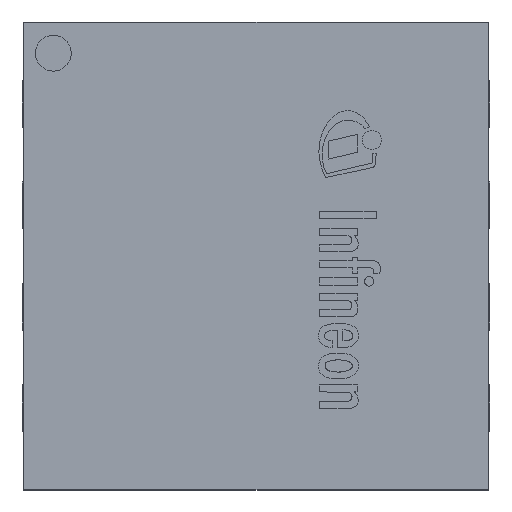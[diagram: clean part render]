
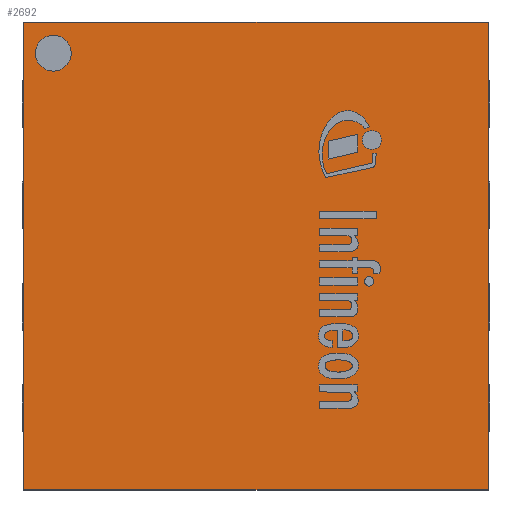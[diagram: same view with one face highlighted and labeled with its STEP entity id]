
A CAD part, top view. The second image highlights one B-rep face of the part: STEP entity #2692.
In plain terms, the highlighted planar face has unit normal (0, 0, 1).
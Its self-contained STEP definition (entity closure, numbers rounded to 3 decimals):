
#114=LINE('',#3770,#433);
#117=LINE('',#3776,#436);
#120=LINE('',#3782,#439);
#123=LINE('',#3786,#442);
#433=VECTOR('',#3081,1.);
#436=VECTOR('',#3086,1.);
#439=VECTOR('',#3091,1.);
#442=VECTOR('',#3096,1.);
#756=PLANE('',#2892);
#896=FACE_BOUND('',#1087,.T.);
#911=FACE_OUTER_BOUND('',#1086,.T.);
#1086=EDGE_LOOP('',(#1941,#1942,#1943,#1944));
#1087=EDGE_LOOP('',(#1945));
#1261=CIRCLE('',#2884,0.115);
#1287=VERTEX_POINT('',#3758);
#1291=VERTEX_POINT('',#3767);
#1292=VERTEX_POINT('',#3769);
#1294=VERTEX_POINT('',#3775);
#1296=VERTEX_POINT('',#3781);
#1541=EDGE_CURVE('',#1287,#1287,#1261,.T.);
#1545=EDGE_CURVE('',#1292,#1291,#114,.T.);
#1548=EDGE_CURVE('',#1294,#1292,#117,.T.);
#1551=EDGE_CURVE('',#1296,#1294,#120,.T.);
#1554=EDGE_CURVE('',#1291,#1296,#123,.T.);
#1941=ORIENTED_EDGE('',*,*,#1554,.T.);
#1942=ORIENTED_EDGE('',*,*,#1551,.T.);
#1943=ORIENTED_EDGE('',*,*,#1548,.T.);
#1944=ORIENTED_EDGE('',*,*,#1545,.T.);
#1945=ORIENTED_EDGE('',*,*,#1541,.T.);
#2692=ADVANCED_FACE('',(#911,#896),#756,.T.);
#2884=AXIS2_PLACEMENT_3D('',#3759,#3071,#3072);
#2892=AXIS2_PLACEMENT_3D('',#3788,#3099,#3100);
#3071=DIRECTION('center_axis',(0.,0.,-1.));
#3072=DIRECTION('ref_axis',(-1.,0.,0.));
#3081=DIRECTION('',(1.,0.,0.));
#3086=DIRECTION('',(0.,-1.,0.));
#3091=DIRECTION('',(-1.,0.,0.));
#3096=DIRECTION('',(0.,1.,0.));
#3099=DIRECTION('center_axis',(0.,0.,1.));
#3100=DIRECTION('ref_axis',(0.,-1.,0.));
#3758=CARTESIAN_POINT('',(-1.185,1.3,0.8));
#3759=CARTESIAN_POINT('Origin',(-1.3,1.3,0.8));
#3767=CARTESIAN_POINT('',(1.49,-1.5,0.8));
#3769=CARTESIAN_POINT('',(-1.49,-1.5,0.8));
#3770=CARTESIAN_POINT('',(1.49,-1.5,0.8));
#3775=CARTESIAN_POINT('',(-1.49,1.5,0.8));
#3776=CARTESIAN_POINT('',(-1.49,-1.5,0.8));
#3781=CARTESIAN_POINT('',(1.49,1.5,0.8));
#3782=CARTESIAN_POINT('',(-1.49,1.5,0.8));
#3786=CARTESIAN_POINT('',(1.49,1.5,0.8));
#3788=CARTESIAN_POINT('Origin',(0.,0.,0.8));
